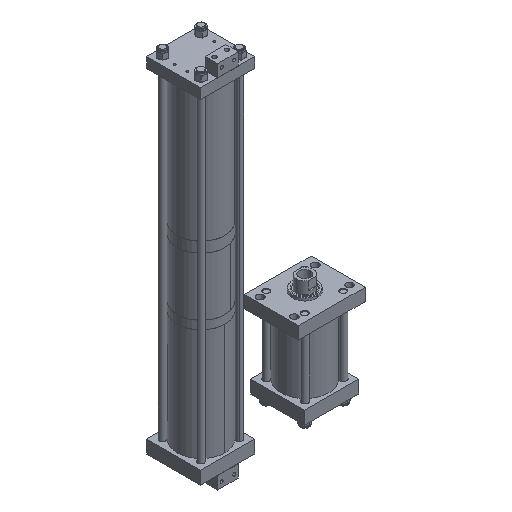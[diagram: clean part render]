
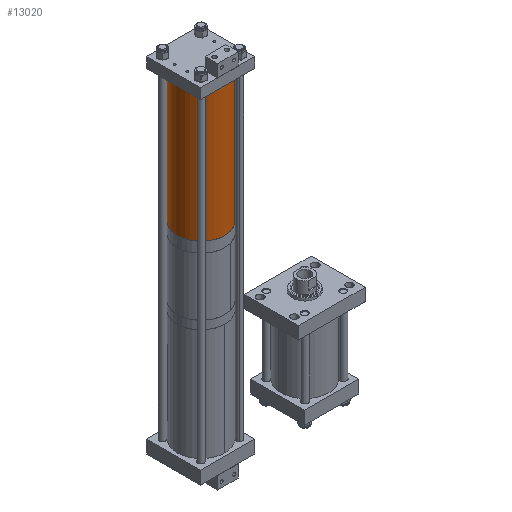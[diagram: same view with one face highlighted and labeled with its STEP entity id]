
A CAD part, isometric view. The second image highlights one B-rep face of the part: STEP entity #13020.
In plain terms, the highlighted cylindrical face has radius 73.025 mm (diameter 146.05 mm), a partial arc.
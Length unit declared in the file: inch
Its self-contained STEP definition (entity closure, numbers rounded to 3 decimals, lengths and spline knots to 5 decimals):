
#454 = VERTEX_POINT ( 'NONE', #9580 ) ;
#1145 = EDGE_LOOP ( 'NONE', ( #13305, #2006, #11412, #6634 ) ) ;
#2006 = ORIENTED_EDGE ( 'NONE', *, *, #3443, .T. ) ;
#2446 = CYLINDRICAL_SURFACE ( 'NONE', #6328, 2.875 ) ;
#2566 = AXIS2_PLACEMENT_3D ( 'NONE', #8667, #13561, #6276 ) ;
#3443 = EDGE_CURVE ( 'NONE', #5448, #13410, #14352, .T. ) ;
#3453 = DIRECTION ( 'NONE',  ( -1., 0., 0. ) ) ;
#4044 = EDGE_CURVE ( 'NONE', #5448, #454, #10879, .T. ) ;
#4395 = CARTESIAN_POINT ( 'NONE',  ( 0., 0., 15.965 ) ) ;
#5204 = LINE ( 'NONE', #9445, #9401 ) ;
#5448 = VERTEX_POINT ( 'NONE', #13340 ) ;
#5612 = VECTOR ( 'NONE', #14272, 39.37008 ) ;
#5772 = DIRECTION ( 'NONE',  ( 0., 0., -1. ) ) ;
#6276 = DIRECTION ( 'NONE',  ( 1., 0., 0. ) ) ;
#6328 = AXIS2_PLACEMENT_3D ( 'NONE', #4395, #12892, #3453 ) ;
#6634 = ORIENTED_EDGE ( 'NONE', *, *, #11643, .F. ) ;
#7401 = DIRECTION ( 'NONE',  ( 0., 0., 1. ) ) ;
#8138 = FACE_OUTER_BOUND ( 'NONE', #1145, .T. ) ;
#8495 = CARTESIAN_POINT ( 'NONE',  ( 0., 0., 15.965 ) ) ;
#8667 = CARTESIAN_POINT ( 'NONE',  ( 0., 0., 0. ) ) ;
#8852 = CARTESIAN_POINT ( 'NONE',  ( 2.875, 0., 0. ) ) ;
#9268 = CARTESIAN_POINT ( 'NONE',  ( -2.875, 0., 0. ) ) ;
#9401 = VECTOR ( 'NONE', #5772, 39.37008 ) ;
#9445 = CARTESIAN_POINT ( 'NONE',  ( -2.875, 0., 15.965 ) ) ;
#9580 = CARTESIAN_POINT ( 'NONE',  ( -2.875, 0., 15.965 ) ) ;
#10386 = VERTEX_POINT ( 'NONE', #9268 ) ;
#10501 = CARTESIAN_POINT ( 'NONE',  ( 2.875, 0., 15.965 ) ) ;
#10879 = CIRCLE ( 'NONE', #15517, 2.875 ) ;
#11412 = ORIENTED_EDGE ( 'NONE', *, *, #12694, .T. ) ;
#11643 = EDGE_CURVE ( 'NONE', #454, #10386, #5204, .T. ) ;
#12694 = EDGE_CURVE ( 'NONE', #13410, #10386, #15525, .T. ) ;
#12892 = DIRECTION ( 'NONE',  ( 0., 0., -1. ) ) ;
#13020 = ADVANCED_FACE ( 'NONE', ( #8138 ), #2446, .T. ) ;
#13305 = ORIENTED_EDGE ( 'NONE', *, *, #4044, .F. ) ;
#13340 = CARTESIAN_POINT ( 'NONE',  ( 2.875, 0., 15.965 ) ) ;
#13410 = VERTEX_POINT ( 'NONE', #8852 ) ;
#13561 = DIRECTION ( 'NONE',  ( 0., 0., 1. ) ) ;
#14272 = DIRECTION ( 'NONE',  ( 0., 0., -1. ) ) ;
#14352 = LINE ( 'NONE', #10501, #5612 ) ;
#14651 = DIRECTION ( 'NONE',  ( 1., 0., 0. ) ) ;
#15517 = AXIS2_PLACEMENT_3D ( 'NONE', #8495, #7401, #14651 ) ;
#15525 = CIRCLE ( 'NONE', #2566, 2.875 ) ;
